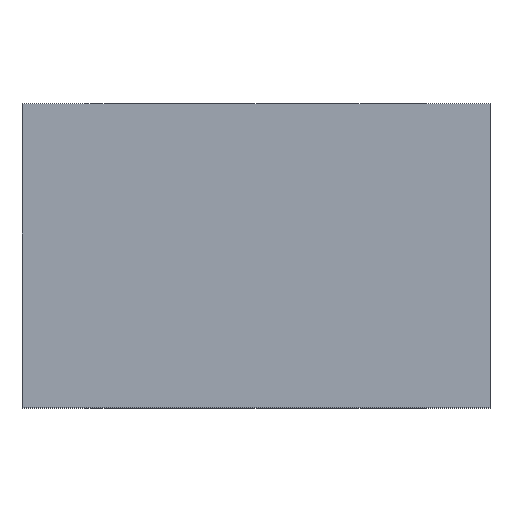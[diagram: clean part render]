
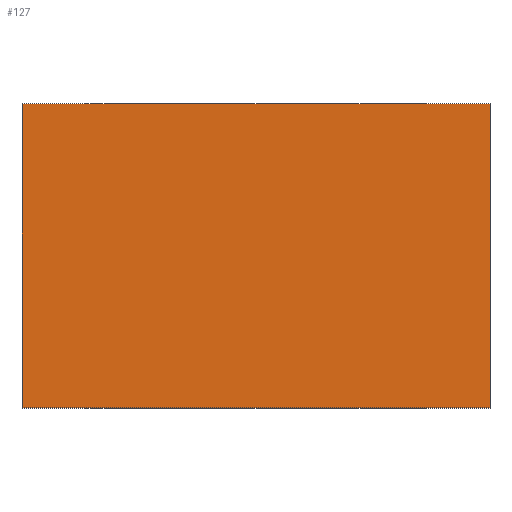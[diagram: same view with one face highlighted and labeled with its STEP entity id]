
A CAD part, top view. The second image highlights one B-rep face of the part: STEP entity #127.
In plain terms, the highlighted planar face has unit normal (0, 0, 1).
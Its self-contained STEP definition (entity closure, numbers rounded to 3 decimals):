
#20=PLANE('',#156);
#27=FACE_OUTER_BOUND('',#34,.T.);
#34=EDGE_LOOP('',(#108,#109,#110,#111));
#41=LINE('',#204,#54);
#49=LINE('',#219,#62);
#50=LINE('',#221,#63);
#51=LINE('',#222,#64);
#54=VECTOR('',#171,10.);
#62=VECTOR('',#183,10.);
#63=VECTOR('',#186,10.);
#64=VECTOR('',#187,10.);
#70=VERTEX_POINT('',#201);
#71=VERTEX_POINT('',#203);
#75=VERTEX_POINT('',#215);
#76=VERTEX_POINT('',#217);
#81=EDGE_CURVE('',#70,#71,#41,.T.);
#89=EDGE_CURVE('',#75,#76,#49,.T.);
#90=EDGE_CURVE('',#70,#75,#50,.T.);
#91=EDGE_CURVE('',#71,#76,#51,.T.);
#108=ORIENTED_EDGE('',*,*,#90,.T.);
#109=ORIENTED_EDGE('',*,*,#89,.T.);
#110=ORIENTED_EDGE('',*,*,#91,.F.);
#111=ORIENTED_EDGE('',*,*,#81,.F.);
#127=ADVANCED_FACE('',(#27),#20,.T.);
#156=AXIS2_PLACEMENT_3D('',#220,#184,#185);
#171=DIRECTION('',(0.,1.,0.));
#183=DIRECTION('',(0.,1.,0.));
#184=DIRECTION('center_axis',(0.,0.,1.));
#185=DIRECTION('ref_axis',(1.,0.,0.));
#186=DIRECTION('',(1.,0.,0.));
#187=DIRECTION('',(1.,0.,0.));
#201=CARTESIAN_POINT('',(-3.85,0.,4.1));
#203=CARTESIAN_POINT('',(-3.85,5.,4.1));
#204=CARTESIAN_POINT('',(-3.85,0.,4.1));
#215=CARTESIAN_POINT('',(3.85,0.,4.1));
#217=CARTESIAN_POINT('',(3.85,5.,4.1));
#219=CARTESIAN_POINT('',(3.85,0.,4.1));
#220=CARTESIAN_POINT('Origin',(-3.85,0.,4.1));
#221=CARTESIAN_POINT('',(-3.85,0.,4.1));
#222=CARTESIAN_POINT('',(-3.85,5.,4.1));
